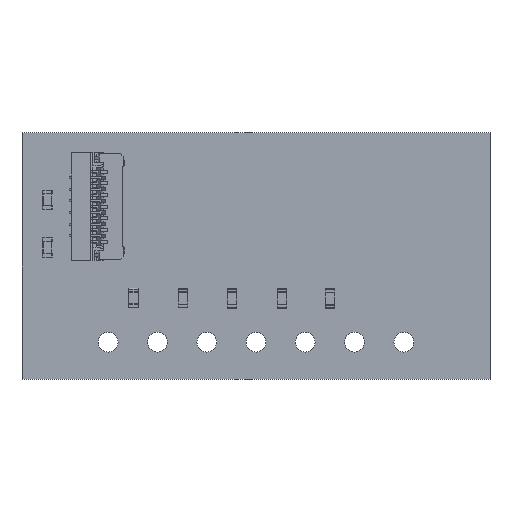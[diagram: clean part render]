
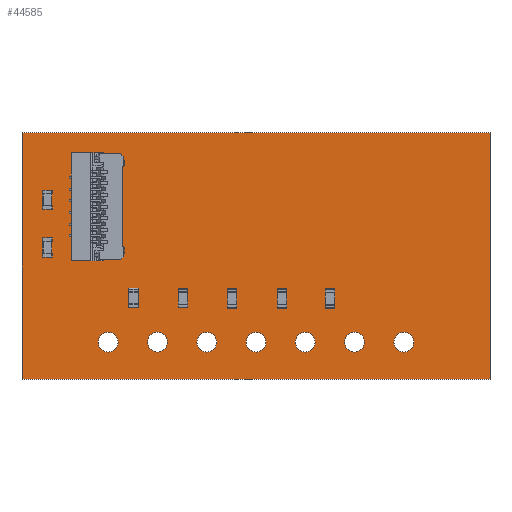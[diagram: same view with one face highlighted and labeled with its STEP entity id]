
A CAD part, top view. The second image highlights one B-rep face of the part: STEP entity #44585.
In plain terms, the highlighted planar face has unit normal (0, 0, 1).
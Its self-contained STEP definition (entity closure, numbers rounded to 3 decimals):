
#44396 = VERTEX_POINT('',#44397);
#44397 = CARTESIAN_POINT('',(24.13,-12.7,0.82));
#44403 = EDGE_CURVE('',#44396,#44404,#44406,.T.);
#44404 = VERTEX_POINT('',#44405);
#44405 = CARTESIAN_POINT('',(0.,-12.7,0.82));
#44406 = LINE('',#44407,#44408);
#44407 = CARTESIAN_POINT('',(24.13,-12.7,0.82));
#44408 = VECTOR('',#44409,1.);
#44409 = DIRECTION('',(-1.,0.,0.));
#44436 = VERTEX_POINT('',#44437);
#44437 = CARTESIAN_POINT('',(24.13,0.,0.82));
#44443 = EDGE_CURVE('',#44436,#44396,#44444,.T.);
#44444 = LINE('',#44445,#44446);
#44445 = CARTESIAN_POINT('',(24.13,0.,0.82));
#44446 = VECTOR('',#44447,1.);
#44447 = DIRECTION('',(0.,-1.,0.));
#44465 = EDGE_CURVE('',#44404,#44466,#44468,.T.);
#44466 = VERTEX_POINT('',#44467);
#44467 = CARTESIAN_POINT('',(0.,0.,0.82));
#44468 = LINE('',#44469,#44470);
#44469 = CARTESIAN_POINT('',(0.,-12.7,0.82));
#44470 = VECTOR('',#44471,1.);
#44471 = DIRECTION('',(0.,1.,0.));
#44585 = ADVANCED_FACE('',(#44586,#44597,#44608,#44619,#44630,#44641,
    #44652,#44663),#44674,.T.);
#44586 = FACE_BOUND('',#44587,.T.);
#44587 = EDGE_LOOP('',(#44588,#44589,#44590,#44596));
#44588 = ORIENTED_EDGE('',*,*,#44403,.F.);
#44589 = ORIENTED_EDGE('',*,*,#44443,.F.);
#44590 = ORIENTED_EDGE('',*,*,#44591,.F.);
#44591 = EDGE_CURVE('',#44466,#44436,#44592,.T.);
#44592 = LINE('',#44593,#44594);
#44593 = CARTESIAN_POINT('',(0.,0.,0.82));
#44594 = VECTOR('',#44595,1.);
#44595 = DIRECTION('',(1.,0.,0.));
#44596 = ORIENTED_EDGE('',*,*,#44465,.F.);
#44597 = FACE_BOUND('',#44598,.T.);
#44598 = EDGE_LOOP('',(#44599));
#44599 = ORIENTED_EDGE('',*,*,#44600,.T.);
#44600 = EDGE_CURVE('',#44601,#44601,#44603,.T.);
#44601 = VERTEX_POINT('',#44602);
#44602 = CARTESIAN_POINT('',(12.065,-11.303,0.82));
#44603 = CIRCLE('',#44604,0.508);
#44604 = AXIS2_PLACEMENT_3D('',#44605,#44606,#44607);
#44605 = CARTESIAN_POINT('',(12.065,-10.795,0.82));
#44606 = DIRECTION('',(-0.,0.,-1.));
#44607 = DIRECTION('',(0.,-1.,0.));
#44608 = FACE_BOUND('',#44609,.T.);
#44609 = EDGE_LOOP('',(#44610));
#44610 = ORIENTED_EDGE('',*,*,#44611,.T.);
#44611 = EDGE_CURVE('',#44612,#44612,#44614,.T.);
#44612 = VERTEX_POINT('',#44613);
#44613 = CARTESIAN_POINT('',(14.605,-11.303,0.82));
#44614 = CIRCLE('',#44615,0.508);
#44615 = AXIS2_PLACEMENT_3D('',#44616,#44617,#44618);
#44616 = CARTESIAN_POINT('',(14.605,-10.795,0.82));
#44617 = DIRECTION('',(-0.,0.,-1.));
#44618 = DIRECTION('',(-0.,-1.,0.));
#44619 = FACE_BOUND('',#44620,.T.);
#44620 = EDGE_LOOP('',(#44621));
#44621 = ORIENTED_EDGE('',*,*,#44622,.T.);
#44622 = EDGE_CURVE('',#44623,#44623,#44625,.T.);
#44623 = VERTEX_POINT('',#44624);
#44624 = CARTESIAN_POINT('',(4.445,-11.303,0.82));
#44625 = CIRCLE('',#44626,0.508);
#44626 = AXIS2_PLACEMENT_3D('',#44627,#44628,#44629);
#44627 = CARTESIAN_POINT('',(4.445,-10.795,0.82));
#44628 = DIRECTION('',(-0.,0.,-1.));
#44629 = DIRECTION('',(-0.,-1.,0.));
#44630 = FACE_BOUND('',#44631,.T.);
#44631 = EDGE_LOOP('',(#44632));
#44632 = ORIENTED_EDGE('',*,*,#44633,.T.);
#44633 = EDGE_CURVE('',#44634,#44634,#44636,.T.);
#44634 = VERTEX_POINT('',#44635);
#44635 = CARTESIAN_POINT('',(6.985,-11.303,0.82));
#44636 = CIRCLE('',#44637,0.508);
#44637 = AXIS2_PLACEMENT_3D('',#44638,#44639,#44640);
#44638 = CARTESIAN_POINT('',(6.985,-10.795,0.82));
#44639 = DIRECTION('',(-0.,0.,-1.));
#44640 = DIRECTION('',(-0.,-1.,0.));
#44641 = FACE_BOUND('',#44642,.T.);
#44642 = EDGE_LOOP('',(#44643));
#44643 = ORIENTED_EDGE('',*,*,#44644,.T.);
#44644 = EDGE_CURVE('',#44645,#44645,#44647,.T.);
#44645 = VERTEX_POINT('',#44646);
#44646 = CARTESIAN_POINT('',(9.525,-11.303,0.82));
#44647 = CIRCLE('',#44648,0.508);
#44648 = AXIS2_PLACEMENT_3D('',#44649,#44650,#44651);
#44649 = CARTESIAN_POINT('',(9.525,-10.795,0.82));
#44650 = DIRECTION('',(-0.,0.,-1.));
#44651 = DIRECTION('',(0.,-1.,-0.));
#44652 = FACE_BOUND('',#44653,.T.);
#44653 = EDGE_LOOP('',(#44654));
#44654 = ORIENTED_EDGE('',*,*,#44655,.T.);
#44655 = EDGE_CURVE('',#44656,#44656,#44658,.T.);
#44656 = VERTEX_POINT('',#44657);
#44657 = CARTESIAN_POINT('',(17.145,-11.303,0.82));
#44658 = CIRCLE('',#44659,0.508);
#44659 = AXIS2_PLACEMENT_3D('',#44660,#44661,#44662);
#44660 = CARTESIAN_POINT('',(17.145,-10.795,0.82));
#44661 = DIRECTION('',(-0.,0.,-1.));
#44662 = DIRECTION('',(-0.,-1.,0.));
#44663 = FACE_BOUND('',#44664,.T.);
#44664 = EDGE_LOOP('',(#44665));
#44665 = ORIENTED_EDGE('',*,*,#44666,.T.);
#44666 = EDGE_CURVE('',#44667,#44667,#44669,.T.);
#44667 = VERTEX_POINT('',#44668);
#44668 = CARTESIAN_POINT('',(19.685,-11.303,0.82));
#44669 = CIRCLE('',#44670,0.508);
#44670 = AXIS2_PLACEMENT_3D('',#44671,#44672,#44673);
#44671 = CARTESIAN_POINT('',(19.685,-10.795,0.82));
#44672 = DIRECTION('',(-0.,0.,-1.));
#44673 = DIRECTION('',(0.,-1.,0.));
#44674 = PLANE('',#44675);
#44675 = AXIS2_PLACEMENT_3D('',#44676,#44677,#44678);
#44676 = CARTESIAN_POINT('',(0.,0.,0.82));
#44677 = DIRECTION('',(0.,0.,1.));
#44678 = DIRECTION('',(1.,0.,-0.));
